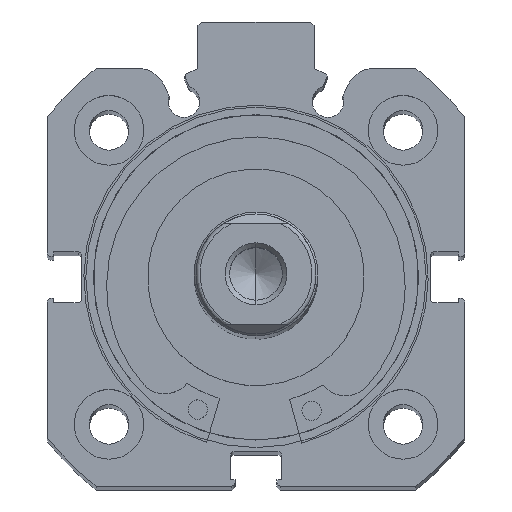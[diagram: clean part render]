
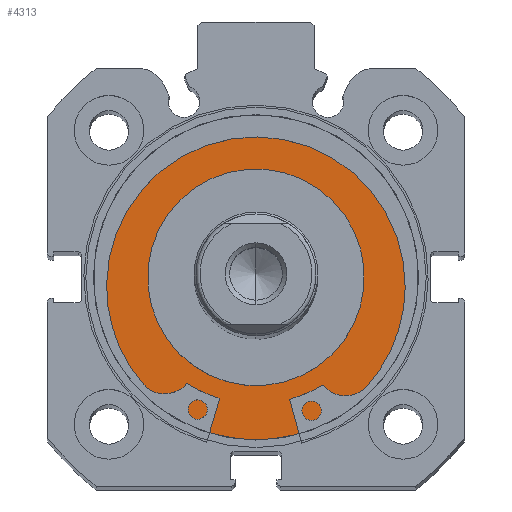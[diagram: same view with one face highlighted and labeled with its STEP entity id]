
A CAD part, top view. The second image highlights one B-rep face of the part: STEP entity #4313.
In plain terms, the highlighted face is planar.
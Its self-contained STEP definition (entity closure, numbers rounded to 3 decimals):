
#126 = EDGE_LOOP ( 'NONE', ( #236, #237 ) ) ;
#127 = EDGE_LOOP ( 'NONE', ( #238, #239 ) ) ;
#236 = ORIENTED_EDGE ( 'NONE', *, *, #5677, .F. ) ;
#237 = ORIENTED_EDGE ( 'NONE', *, *, #4380, .F. ) ;
#238 = ORIENTED_EDGE ( 'NONE', *, *, #5797, .T. ) ;
#239 = ORIENTED_EDGE ( 'NONE', *, *, #5847, .T. ) ;
#1277 = AXIS2_PLACEMENT_3D ( 'NONE', #7089, #7091, #7092 ) ;
#1325 = AXIS2_PLACEMENT_3D ( 'NONE', #7331, #7340, #7341 ) ;
#1371 = AXIS2_PLACEMENT_3D ( 'NONE', #7453, #7464, #7465 ) ;
#1378 = AXIS2_PLACEMENT_3D ( 'NONE', #7487, #7496, #7497 ) ;
#1383 = AXIS2_PLACEMENT_3D ( 'NONE', #7526, #7535, #7536 ) ;
#2786 = VERTEX_POINT ( 'NONE', #5363 ) ;
#2787 = VERTEX_POINT ( 'NONE', #5364 ) ;
#2792 = VERTEX_POINT ( 'NONE', #5369 ) ;
#2793 = VERTEX_POINT ( 'NONE', #5370 ) ;
#4313 = ADVANCED_FACE ( 'NONE', ( #6550, #6556 ), #7090, .F. ) ;
#4380 = EDGE_CURVE ( 'NONE', #2787, #2786, #6701, .T. ) ;
#5363 = CARTESIAN_POINT ( 'NONE',  ( 3.5, 0., 14. ) ) ;
#5364 = CARTESIAN_POINT ( 'NONE',  ( 3.5, 0., -14. ) ) ;
#5369 = CARTESIAN_POINT ( 'NONE',  ( 3.5, 0., -21. ) ) ;
#5370 = CARTESIAN_POINT ( 'NONE',  ( 3.5, 0., 21. ) ) ;
#5677 = EDGE_CURVE ( 'NONE', #2786, #2787, #6776, .T. ) ;
#5797 = EDGE_CURVE ( 'NONE', #2793, #2792, #6796, .T. ) ;
#5847 = EDGE_CURVE ( 'NONE', #2792, #2793, #6813, .T. ) ;
#6550 = FACE_BOUND ( 'NONE', #126, .T. ) ;
#6556 = FACE_OUTER_BOUND ( 'NONE', #127, .T. ) ;
#6701 = CIRCLE ( 'NONE', #1325, 14. ) ;
#6776 = CIRCLE ( 'NONE', #1371, 14. ) ;
#6796 = CIRCLE ( 'NONE', #1378, 21. ) ;
#6813 = CIRCLE ( 'NONE', #1383, 21. ) ;
#7089 = CARTESIAN_POINT ( 'NONE',  ( 3.5, 21., 0. ) ) ;
#7090 = PLANE ( 'NONE',  #1277 ) ;
#7091 = DIRECTION ( 'NONE',  ( 1., 0., 0. ) ) ;
#7092 = DIRECTION ( 'NONE',  ( 0., 0., -1. ) ) ;
#7331 = CARTESIAN_POINT ( 'NONE',  ( 3.5, 0., 0. ) ) ;
#7340 = DIRECTION ( 'NONE',  ( -1., 0., 0. ) ) ;
#7341 = DIRECTION ( 'NONE',  ( 0., 0., 1. ) ) ;
#7453 = CARTESIAN_POINT ( 'NONE',  ( 3.5, 0., 0. ) ) ;
#7464 = DIRECTION ( 'NONE',  ( -1., 0., 0. ) ) ;
#7465 = DIRECTION ( 'NONE',  ( 0., 0., 1. ) ) ;
#7487 = CARTESIAN_POINT ( 'NONE',  ( 3.5, 0., 0. ) ) ;
#7496 = DIRECTION ( 'NONE',  ( -1., 0., 0. ) ) ;
#7497 = DIRECTION ( 'NONE',  ( 0., 0., 1. ) ) ;
#7526 = CARTESIAN_POINT ( 'NONE',  ( 3.5, 0., 0. ) ) ;
#7535 = DIRECTION ( 'NONE',  ( -1., 0., 0. ) ) ;
#7536 = DIRECTION ( 'NONE',  ( 0., 0., 1. ) ) ;
